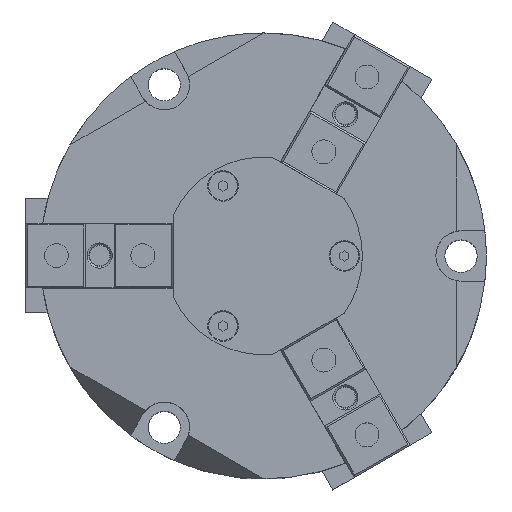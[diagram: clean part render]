
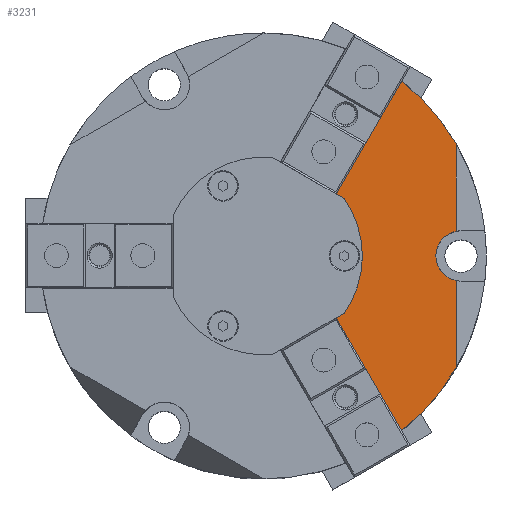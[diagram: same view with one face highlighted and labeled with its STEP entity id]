
A CAD part, top view. The second image highlights one B-rep face of the part: STEP entity #3231.
In plain terms, the highlighted planar face has unit normal (0, 0, 1).
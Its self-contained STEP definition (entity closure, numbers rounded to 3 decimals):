
#149=LINE('',#5572,#415);
#151=LINE('',#5579,#417);
#152=LINE('',#5583,#418);
#153=LINE('',#5586,#419);
#415=VECTOR('',#4212,10.);
#417=VECTOR('',#4220,10.);
#418=VECTOR('',#4225,10.);
#419=VECTOR('',#4228,10.);
#643=PLANE('',#3636);
#808=FACE_BOUND('',#1219,.T.);
#970=FACE_OUTER_BOUND('',#1218,.T.);
#1218=EDGE_LOOP('',(#2547,#2548,#2549,#2550,#2551,#2552,#2553,#2554));
#1219=EDGE_LOOP('',(#2555));
#1436=CIRCLE('',#3582,1.621);
#1455=CIRCLE('',#3620,62.);
#1457=CIRCLE('',#3624,62.);
#1464=CIRCLE('',#3637,7.);
#1465=CIRCLE('',#3638,19.);
#1606=VERTEX_POINT('',#5428);
#1649=VERTEX_POINT('',#5530);
#1650=VERTEX_POINT('',#5532);
#1655=VERTEX_POINT('',#5542);
#1656=VERTEX_POINT('',#5544);
#1667=VERTEX_POINT('',#5571);
#1669=VERTEX_POINT('',#5577);
#1670=VERTEX_POINT('',#5582);
#1671=VERTEX_POINT('',#5584);
#1936=EDGE_CURVE('',#1606,#1606,#1436,.T.);
#1985=EDGE_CURVE('',#1650,#1649,#1455,.T.);
#1991=EDGE_CURVE('',#1656,#1655,#1457,.T.);
#2005=EDGE_CURVE('',#1667,#1650,#149,.T.);
#2009=EDGE_CURVE('',#1655,#1669,#151,.T.);
#2010=EDGE_CURVE('',#1669,#1667,#1464,.T.);
#2011=EDGE_CURVE('',#1649,#1670,#152,.T.);
#2012=EDGE_CURVE('',#1670,#1671,#1465,.T.);
#2013=EDGE_CURVE('',#1671,#1656,#153,.T.);
#2547=ORIENTED_EDGE('',*,*,#2009,.T.);
#2548=ORIENTED_EDGE('',*,*,#2010,.T.);
#2549=ORIENTED_EDGE('',*,*,#2005,.T.);
#2550=ORIENTED_EDGE('',*,*,#1985,.T.);
#2551=ORIENTED_EDGE('',*,*,#2011,.T.);
#2552=ORIENTED_EDGE('',*,*,#2012,.T.);
#2553=ORIENTED_EDGE('',*,*,#2013,.T.);
#2554=ORIENTED_EDGE('',*,*,#1991,.T.);
#2555=ORIENTED_EDGE('',*,*,#1936,.T.);
#3231=ADVANCED_FACE('',(#970,#808),#643,.T.);
#3582=AXIS2_PLACEMENT_3D('',#5429,#4079,#4080);
#3620=AXIS2_PLACEMENT_3D('',#5533,#4177,#4178);
#3624=AXIS2_PLACEMENT_3D('',#5545,#4187,#4188);
#3636=AXIS2_PLACEMENT_3D('',#5580,#4221,#4222);
#3637=AXIS2_PLACEMENT_3D('',#5581,#4223,#4224);
#3638=AXIS2_PLACEMENT_3D('',#5585,#4226,#4227);
#4079=DIRECTION('center_axis',(0.,0.,-1.));
#4080=DIRECTION('ref_axis',(1.,0.,0.));
#4177=DIRECTION('center_axis',(0.,0.,1.));
#4178=DIRECTION('ref_axis',(-1.,0.,0.));
#4187=DIRECTION('center_axis',(0.,0.,1.));
#4188=DIRECTION('ref_axis',(-1.,0.,0.));
#4212=DIRECTION('',(0.,1.,0.));
#4220=DIRECTION('',(0.,1.,0.));
#4221=DIRECTION('center_axis',(0.,0.,1.));
#4222=DIRECTION('ref_axis',(1.,0.,0.));
#4223=DIRECTION('center_axis',(0.,0.,-1.));
#4224=DIRECTION('ref_axis',(0.,1.,0.));
#4225=DIRECTION('',(-0.5,-0.866,0.));
#4226=DIRECTION('center_axis',(0.,0.,-1.));
#4227=DIRECTION('ref_axis',(1.,0.,0.));
#4228=DIRECTION('',(0.5,-0.866,0.));
#5428=CARTESIAN_POINT('',(24.121,0.,82.));
#5429=CARTESIAN_POINT('Origin',(22.5,0.,82.));
#5530=CARTESIAN_POINT('',(38.466,48.625,82.));
#5532=CARTESIAN_POINT('',(53.604,31.155,82.));
#5533=CARTESIAN_POINT('Origin',(0.,0.,82.));
#5542=CARTESIAN_POINT('',(53.604,-31.155,82.));
#5544=CARTESIAN_POINT('',(38.466,-48.625,82.));
#5545=CARTESIAN_POINT('Origin',(0.,0.,82.));
#5571=CARTESIAN_POINT('',(53.604,6.859,82.));
#5572=CARTESIAN_POINT('',(53.604,0.,82.));
#5577=CARTESIAN_POINT('',(53.604,-6.859,82.));
#5579=CARTESIAN_POINT('',(53.604,0.,82.));
#5580=CARTESIAN_POINT('Origin',(0.,0.,82.));
#5581=CARTESIAN_POINT('Origin',(55.,0.,82.));
#5582=CARTESIAN_POINT('',(16.161,9.991,82.));
#5583=CARTESIAN_POINT('',(7.794,-4.5,82.));
#5584=CARTESIAN_POINT('',(16.161,-9.991,82.));
#5585=CARTESIAN_POINT('Origin',(0.,0.,82.));
#5586=CARTESIAN_POINT('',(7.794,4.5,82.));
